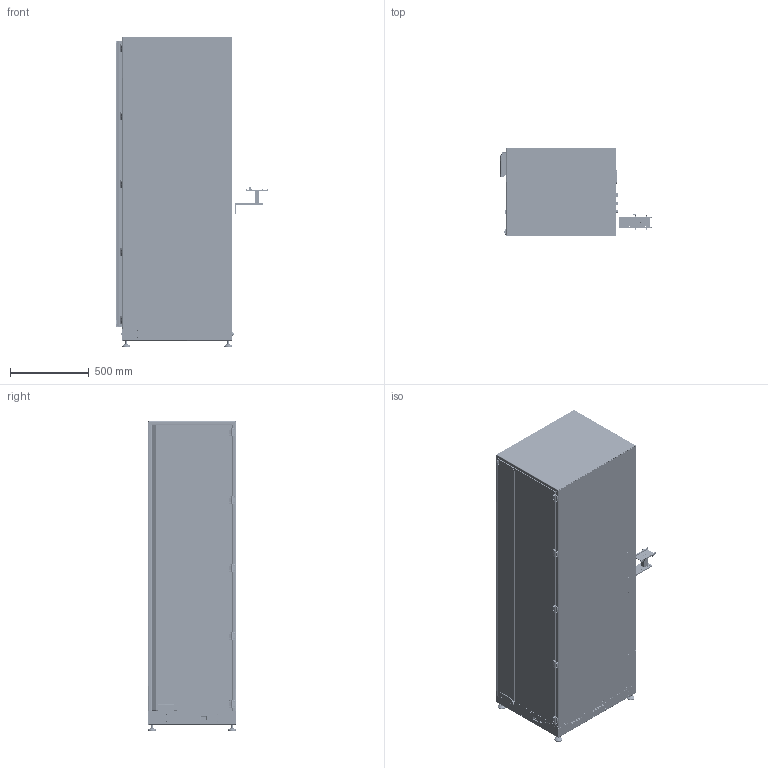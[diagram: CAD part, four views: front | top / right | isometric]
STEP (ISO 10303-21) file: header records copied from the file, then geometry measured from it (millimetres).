
FILE_DESCRIPTION (( 'STEP AP214' ), '1' );
FILE_NAME ('9383000.STEP', '2024-09-26T05:46:00', ( '' ), ( '' ), 'SwSTEP 2.0', 'SolidWorks 2022', '' );
FILE_SCHEMA (( 'AUTOMOTIVE_DESIGN' ));
Length unit declared in the file: millimetre
Products named in the file (1): 9383000
Bounding box: 962.18 x 560.01 x 1969 mm (x, y, z)
Volume: 27549167.4 mm3; surface area: 16285576.6 mm2
Topology: 83 solids, 83 shells, 10107 faces, 27780 edges, 18270 vertices
Faces by surface type: plane 5239, cylinder 4660, cone 120, bspline 70, torus 12, sphere 6
Full cylindrical faces by diameter (mm): 1.5 x3, 1.6 x2, 1.9 x1, 2.05 x4, 2.5 x91, 3 x20, 3.1 x8, 3.2 x8, 3.3 x63, 3.4 x24, 4 x178, 4.2 x73, 4.3 x1, 4.4 x30, 4.5 x27, 4.7 x4, 5 x11, 5.2 x2, 5.3 x6, 6 x17, 6.2 x10, 6.5 x32, 6.8 x10, 7.1 x16, 8 x13, 8.2 x1, 8.5 x5, 9 x20, 10 x4, 11 x8
Entity records: 433968 total; most frequent: CARTESIAN_POINT 58357, DIRECTION 55763, ORIENTED_EDGE 53142, EDGE_CURVE 26571, AXIS2_PLACEMENT_3D 19401, VERTEX_POINT 17912, VECTOR 16961, LINE 16961
